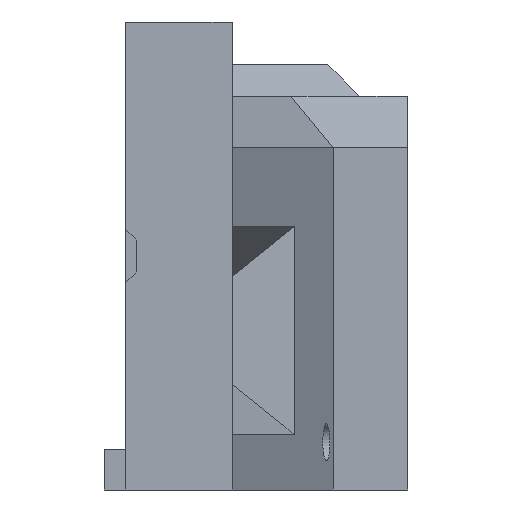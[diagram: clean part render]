
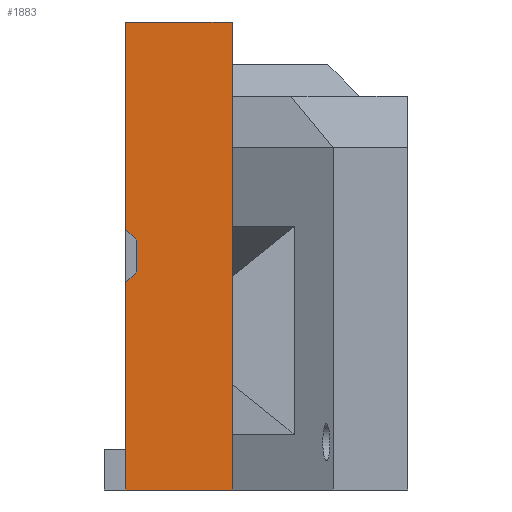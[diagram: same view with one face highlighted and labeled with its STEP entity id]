
A CAD part, front view. The second image highlights one B-rep face of the part: STEP entity #1883.
In plain terms, the highlighted planar face has unit normal (0, -1, 0).
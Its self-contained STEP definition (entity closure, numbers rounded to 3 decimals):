
#69 = VECTOR ( 'NONE', #4848, 1000. ) ;
#120 = VERTEX_POINT ( 'NONE', #4951 ) ;
#395 = ORIENTED_EDGE ( 'NONE', *, *, #1843, .T. ) ;
#419 = FACE_OUTER_BOUND ( 'NONE', #5317, .T. ) ;
#449 = VECTOR ( 'NONE', #3959, 1000. ) ;
#754 = DIRECTION ( 'NONE',  ( 0., 0., -1. ) ) ;
#793 = CARTESIAN_POINT ( 'NONE',  ( 0., 0., 0. ) ) ;
#1374 = CARTESIAN_POINT ( 'NONE',  ( 10., 0., -44. ) ) ;
#1421 = VECTOR ( 'NONE', #5692, 1000. ) ;
#1514 = CARTESIAN_POINT ( 'NONE',  ( 10., 0., 0. ) ) ;
#1598 = LINE ( 'NONE', #4209, #5160 ) ;
#1675 = CARTESIAN_POINT ( 'NONE',  ( 1., 0., -23.5 ) ) ;
#1837 = VECTOR ( 'NONE', #754, 1000. ) ;
#1843 = EDGE_CURVE ( 'NONE', #5751, #2895, #5977, .T. ) ;
#1883 = ADVANCED_FACE ( 'NONE', ( #419 ), #4500, .F. ) ;
#1906 = VECTOR ( 'NONE', #5117, 1000. ) ;
#2227 = DIRECTION ( 'NONE',  ( -0.707, 0., -0.707 ) ) ;
#2230 = EDGE_CURVE ( 'NONE', #2792, #6676, #5180, .T. ) ;
#2327 = VECTOR ( 'NONE', #6515, 1000. ) ;
#2350 = CARTESIAN_POINT ( 'NONE',  ( 10., 0., 0. ) ) ;
#2371 = CARTESIAN_POINT ( 'NONE',  ( 0., 0., -19.5 ) ) ;
#2394 = LINE ( 'NONE', #3973, #4731 ) ;
#2762 = CARTESIAN_POINT ( 'NONE',  ( 1., 0., 0. ) ) ;
#2791 = EDGE_CURVE ( 'NONE', #6676, #6713, #4881, .T. ) ;
#2792 = VERTEX_POINT ( 'NONE', #2350 ) ;
#2895 = VERTEX_POINT ( 'NONE', #5533 ) ;
#2916 = ORIENTED_EDGE ( 'NONE', *, *, #5172, .F. ) ;
#3148 = ORIENTED_EDGE ( 'NONE', *, *, #6294, .F. ) ;
#3316 = ORIENTED_EDGE ( 'NONE', *, *, #4577, .T. ) ;
#3350 = CARTESIAN_POINT ( 'NONE',  ( 0., 0., 0. ) ) ;
#3370 = AXIS2_PLACEMENT_3D ( 'NONE', #1514, #4468, #6559 ) ;
#3628 = ORIENTED_EDGE ( 'NONE', *, *, #2791, .T. ) ;
#3789 = LINE ( 'NONE', #2762, #69 ) ;
#3959 = DIRECTION ( 'NONE',  ( 0., 0., -1. ) ) ;
#3973 = CARTESIAN_POINT ( 'NONE',  ( 10., 0., 0. ) ) ;
#4044 = CARTESIAN_POINT ( 'NONE',  ( 10., 0., 0. ) ) ;
#4209 = CARTESIAN_POINT ( 'NONE',  ( 1., 0., -23.5 ) ) ;
#4468 = DIRECTION ( 'NONE',  ( 0., 1., 0. ) ) ;
#4500 = PLANE ( 'NONE',  #3370 ) ;
#4577 = EDGE_CURVE ( 'NONE', #6162, #5751, #1598, .T. ) ;
#4731 = VECTOR ( 'NONE', #5928, 1000. ) ;
#4767 = ORIENTED_EDGE ( 'NONE', *, *, #6025, .F. ) ;
#4848 = DIRECTION ( 'NONE',  ( 0., 0., 1. ) ) ;
#4881 = LINE ( 'NONE', #793, #449 ) ;
#4951 = CARTESIAN_POINT ( 'NONE',  ( 1., 0., -20.5 ) ) ;
#5117 = DIRECTION ( 'NONE',  ( 0.707, 0., -0.707 ) ) ;
#5160 = VECTOR ( 'NONE', #2227, 1000. ) ;
#5172 = EDGE_CURVE ( 'NONE', #2792, #6395, #2394, .T. ) ;
#5180 = LINE ( 'NONE', #4044, #1421 ) ;
#5297 = CARTESIAN_POINT ( 'NONE',  ( 0., 0., -24.5 ) ) ;
#5317 = EDGE_LOOP ( 'NONE', ( #4767, #3316, #395, #3148, #2916, #5545, #3628, #6435 ) ) ;
#5451 = CARTESIAN_POINT ( 'NONE',  ( 10., 0., -44. ) ) ;
#5533 = CARTESIAN_POINT ( 'NONE',  ( 0., 0., -44. ) ) ;
#5545 = ORIENTED_EDGE ( 'NONE', *, *, #2230, .T. ) ;
#5646 = CARTESIAN_POINT ( 'NONE',  ( 0., 0., -19.5 ) ) ;
#5692 = DIRECTION ( 'NONE',  ( -1., 0., 0. ) ) ;
#5751 = VERTEX_POINT ( 'NONE', #5297 ) ;
#5906 = LINE ( 'NONE', #5451, #2327 ) ;
#5928 = DIRECTION ( 'NONE',  ( 0., 0., -1. ) ) ;
#5977 = LINE ( 'NONE', #3350, #1837 ) ;
#6025 = EDGE_CURVE ( 'NONE', #6162, #120, #3789, .T. ) ;
#6162 = VERTEX_POINT ( 'NONE', #1675 ) ;
#6294 = EDGE_CURVE ( 'NONE', #6395, #2895, #5906, .T. ) ;
#6352 = EDGE_CURVE ( 'NONE', #6713, #120, #6655, .T. ) ;
#6395 = VERTEX_POINT ( 'NONE', #1374 ) ;
#6435 = ORIENTED_EDGE ( 'NONE', *, *, #6352, .T. ) ;
#6515 = DIRECTION ( 'NONE',  ( -1., 0., 0. ) ) ;
#6559 = DIRECTION ( 'NONE',  ( 0., 0., 1. ) ) ;
#6655 = LINE ( 'NONE', #2371, #1906 ) ;
#6676 = VERTEX_POINT ( 'NONE', #6740 ) ;
#6713 = VERTEX_POINT ( 'NONE', #5646 ) ;
#6740 = CARTESIAN_POINT ( 'NONE',  ( 0., 0., 0. ) ) ;
